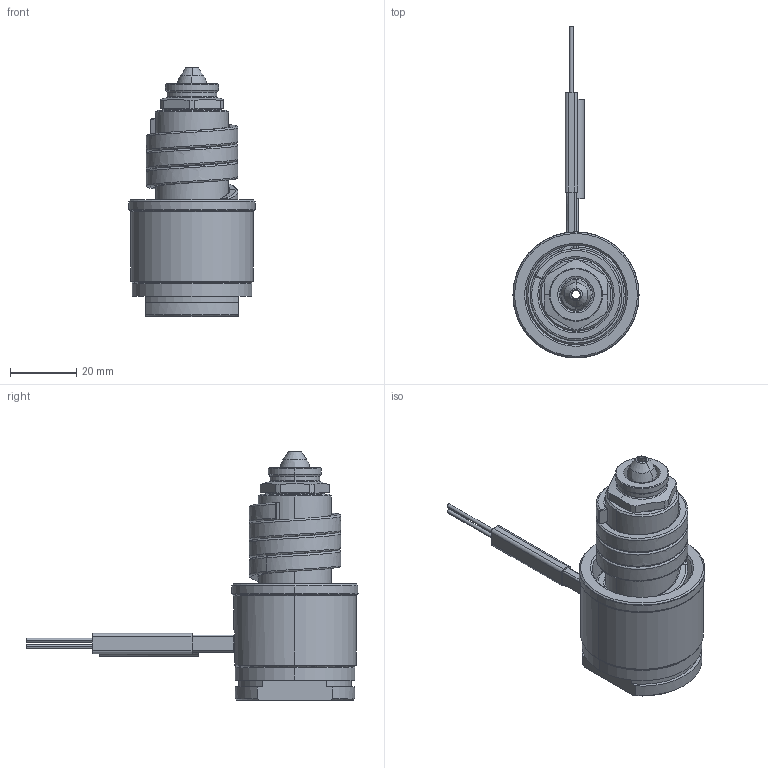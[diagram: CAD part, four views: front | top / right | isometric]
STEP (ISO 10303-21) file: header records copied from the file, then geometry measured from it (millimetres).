
FILE_DESCRIPTION((''),'2;1');
FILE_NAME('LS-76-AKM-N_ASM','2014-02-20T',('Íàòàëüÿ'),('IMID'),'PRO/ENGINEER BY PARAMETRIC TECHNOLOGY CORPORATION, 2010480','PRO/ENGINEER BY PARAMETRIC TECHNOLOGY CORPORATION, 2010480','');
FILE_SCHEMA(('CONFIG_CONTROL_DESIGN'));
Length unit declared in the file: millimetre
Products named in the file (3): LS-76-AKM; CMLS-1025_FORSUNKA; LS-76-AKM-N_ASM
Assembly tree (2 placements, depth 2):
  LS-76-AKM-N_ASM
    LS-76-AKM
    CMLS-1025_FORSUNKA
Bounding box: 38 x 100 x 75.2 mm (x, y, z)
Volume: 45773.3 mm3; surface area: 24106 mm2
Topology: 2 solids, 8 shells, 320 faces, 872 edges, 557 vertices
Faces by surface type: cylinder 112, cone 62, plane 51, bspline 51, torus 30, revolution 9, extrusion 5
Entity records: 15360 total; most frequent: CARTESIAN_POINT 7331, ORIENTED_EDGE 1704, DIRECTION 1652, EDGE_CURVE 864, AXIS2_PLACEMENT_3D 684, VERTEX_POINT 557, CIRCLE 422, EDGE_LOOP 345
